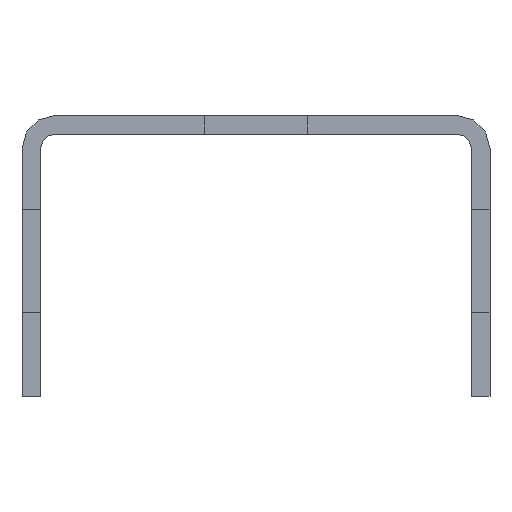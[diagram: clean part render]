
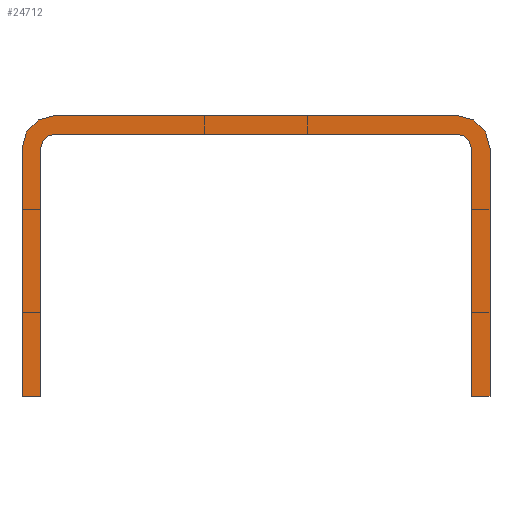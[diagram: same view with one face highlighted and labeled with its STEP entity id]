
A CAD part, front view. The second image highlights one B-rep face of the part: STEP entity #24712.
In plain terms, the highlighted planar face has unit normal (0, -1, 0).
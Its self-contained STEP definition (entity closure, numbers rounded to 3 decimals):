
#1=DIRECTION('',(0.,0.,1.));
#2=VECTOR('',#1,26.5);
#3=CARTESIAN_POINT('',(-25.,0.,-30.));
#4=LINE('',#3,#2);
#5=CARTESIAN_POINT('',(-21.5,0.,-3.5));
#6=DIRECTION('',(0.,1.,0.));
#7=DIRECTION('',(-1.,0.,0.));
#8=AXIS2_PLACEMENT_3D('',#5,#6,#7);
#10=DIRECTION('',(1.,0.,0.));
#11=VECTOR('',#10,43.);
#12=CARTESIAN_POINT('',(-21.5,0.,0.));
#13=LINE('',#12,#11);
#14=CARTESIAN_POINT('',(21.5,0.,-3.5));
#15=DIRECTION('',(0.,1.,0.));
#16=DIRECTION('',(0.,0.,1.));
#17=AXIS2_PLACEMENT_3D('',#14,#15,#16);
#19=DIRECTION('',(0.,0.,-1.));
#20=VECTOR('',#19,26.5);
#21=CARTESIAN_POINT('',(25.,0.,-3.5));
#22=LINE('',#21,#20);
#23=DIRECTION('',(-1.,0.,0.));
#24=VECTOR('',#23,2.);
#25=CARTESIAN_POINT('',(25.,0.,-30.));
#26=LINE('',#25,#24);
#27=DIRECTION('',(0.,0.,1.));
#28=VECTOR('',#27,26.5);
#29=CARTESIAN_POINT('',(23.,0.,-30.));
#30=LINE('',#29,#28);
#31=CARTESIAN_POINT('',(21.5,0.,-3.5));
#32=DIRECTION('',(0.,-1.,0.));
#33=DIRECTION('',(1.,0.,0.));
#34=AXIS2_PLACEMENT_3D('',#31,#32,#33);
#36=DIRECTION('',(-1.,0.,0.));
#37=VECTOR('',#36,43.);
#38=CARTESIAN_POINT('',(21.5,0.,-2.));
#39=LINE('',#38,#37);
#40=CARTESIAN_POINT('',(-21.5,0.,-3.5));
#41=DIRECTION('',(0.,-1.,0.));
#42=DIRECTION('',(0.,0.,1.));
#43=AXIS2_PLACEMENT_3D('',#40,#41,#42);
#45=DIRECTION('',(0.,0.,-1.));
#46=VECTOR('',#45,26.5);
#47=CARTESIAN_POINT('',(-23.,0.,-3.5));
#48=LINE('',#47,#46);
#49=DIRECTION('',(-1.,0.,0.));
#50=VECTOR('',#49,2.);
#51=CARTESIAN_POINT('',(-23.,0.,-30.));
#52=LINE('',#51,#50);
#18873=CARTESIAN_POINT('',(-25.,0.,-30.));
#18874=CARTESIAN_POINT('',(-25.,0.,-3.5));
#18875=VERTEX_POINT('',#18873);
#18876=VERTEX_POINT('',#18874);
#18877=CARTESIAN_POINT('',(-21.5,0.,0.));
#18878=VERTEX_POINT('',#18877);
#18879=CARTESIAN_POINT('',(21.5,0.,0.));
#18880=VERTEX_POINT('',#18879);
#18881=CARTESIAN_POINT('',(25.,0.,-3.5));
#18882=VERTEX_POINT('',#18881);
#18883=CARTESIAN_POINT('',(25.,0.,-30.));
#18884=VERTEX_POINT('',#18883);
#18885=CARTESIAN_POINT('',(23.,0.,-30.));
#18886=VERTEX_POINT('',#18885);
#18887=CARTESIAN_POINT('',(23.,0.,-3.5));
#18888=VERTEX_POINT('',#18887);
#18889=CARTESIAN_POINT('',(21.5,0.,-2.));
#18890=VERTEX_POINT('',#18889);
#18891=CARTESIAN_POINT('',(-21.5,0.,-2.));
#18892=VERTEX_POINT('',#18891);
#18893=CARTESIAN_POINT('',(-23.,0.,-3.5));
#18894=VERTEX_POINT('',#18893);
#18895=CARTESIAN_POINT('',(-23.,0.,-30.));
#18896=VERTEX_POINT('',#18895);
#24681=CARTESIAN_POINT('',(0.,0.,0.));
#24682=DIRECTION('',(0.,1.,0.));
#24683=DIRECTION('',(1.,0.,0.));
#24684=AXIS2_PLACEMENT_3D('',#24681,#24682,#24683);
#24685=PLANE('',#24684);
#24687=ORIENTED_EDGE('',*,*,#24686,.T.);
#24689=ORIENTED_EDGE('',*,*,#24688,.T.);
#24691=ORIENTED_EDGE('',*,*,#24690,.T.);
#24693=ORIENTED_EDGE('',*,*,#24692,.T.);
#24695=ORIENTED_EDGE('',*,*,#24694,.T.);
#24697=ORIENTED_EDGE('',*,*,#24696,.T.);
#24699=ORIENTED_EDGE('',*,*,#24698,.T.);
#24701=ORIENTED_EDGE('',*,*,#24700,.T.);
#24703=ORIENTED_EDGE('',*,*,#24702,.T.);
#24705=ORIENTED_EDGE('',*,*,#24704,.T.);
#24707=ORIENTED_EDGE('',*,*,#24706,.T.);
#24709=ORIENTED_EDGE('',*,*,#24708,.T.);
#24710=EDGE_LOOP('',(#24687,#24689,#24691,#24693,#24695,#24697,#24699,#24701,
#24703,#24705,#24707,#24709));
#24711=FACE_OUTER_BOUND('',#24710,.F.);
#24712=ADVANCED_FACE('',(#24711),#24685,.F.);
#9=CIRCLE('',#8,3.5);
#18=CIRCLE('',#17,3.5);
#35=CIRCLE('',#34,1.5);
#44=CIRCLE('',#43,1.5);
#24686=EDGE_CURVE('',#18875,#18876,#4,.T.);
#24688=EDGE_CURVE('',#18876,#18878,#9,.T.);
#24690=EDGE_CURVE('',#18878,#18880,#13,.T.);
#24692=EDGE_CURVE('',#18880,#18882,#18,.T.);
#24694=EDGE_CURVE('',#18882,#18884,#22,.T.);
#24696=EDGE_CURVE('',#18884,#18886,#26,.T.);
#24698=EDGE_CURVE('',#18886,#18888,#30,.T.);
#24700=EDGE_CURVE('',#18888,#18890,#35,.T.);
#24702=EDGE_CURVE('',#18890,#18892,#39,.T.);
#24704=EDGE_CURVE('',#18892,#18894,#44,.T.);
#24706=EDGE_CURVE('',#18894,#18896,#48,.T.);
#24708=EDGE_CURVE('',#18896,#18875,#52,.T.);
